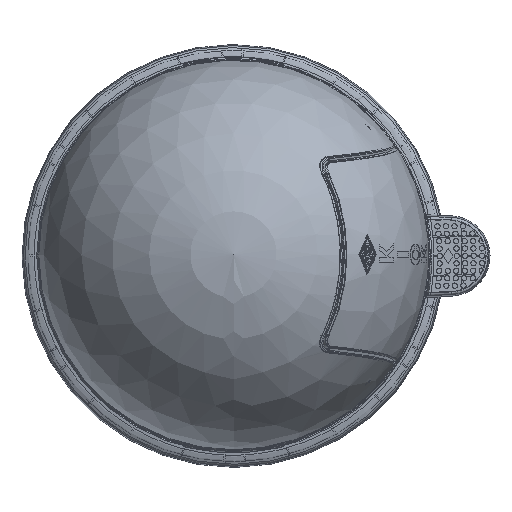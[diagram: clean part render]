
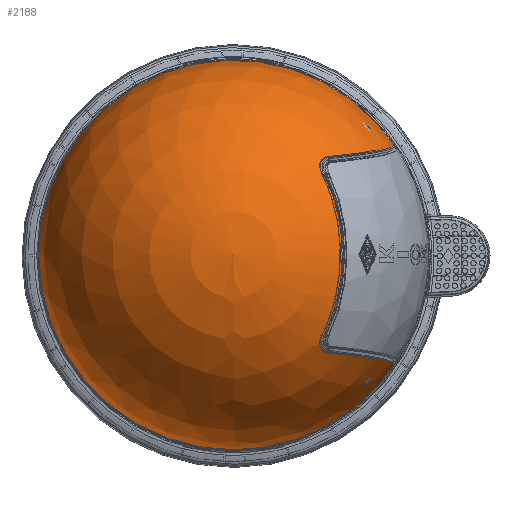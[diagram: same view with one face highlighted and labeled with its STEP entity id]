
A CAD part, top view. The second image highlights one B-rep face of the part: STEP entity #2188.
In plain terms, the highlighted spherical face has radius 183.5 mm.
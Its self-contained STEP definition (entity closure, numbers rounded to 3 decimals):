
#2188=ADVANCED_FACE('',(#5835),#5836,.T.);
#5835=FACE_OUTER_BOUND('',#13842,.T.);
#5836=SPHERICAL_SURFACE('',#13843,183.5);
#13842=EDGE_LOOP('',(#22037,#22038,#22039,#22040,#22041,#22042,#22043,#22044,#22045,#22046,#22047));
#13843=AXIS2_PLACEMENT_3D('',#22048,#22049,#22050);
#22037=ORIENTED_EDGE('',*,*,#29123,.T.);
#22038=ORIENTED_EDGE('',*,*,#29093,.T.);
#22039=ORIENTED_EDGE('',*,*,#29090,.T.);
#22040=ORIENTED_EDGE('',*,*,#29087,.T.);
#22041=ORIENTED_EDGE('',*,*,#29438,.T.);
#22042=ORIENTED_EDGE('',*,*,#29439,.F.);
#22043=ORIENTED_EDGE('',*,*,#29440,.T.);
#22044=ORIENTED_EDGE('',*,*,#29095,.T.);
#22045=ORIENTED_EDGE('',*,*,#29083,.T.);
#22046=ORIENTED_EDGE('',*,*,#29079,.T.);
#22047=ORIENTED_EDGE('',*,*,#29124,.T.);
#22048=CARTESIAN_POINT('',(-198.651,-696.168,568.407));
#22049=DIRECTION('',(-0.0,0.0,1.0));
#22050=DIRECTION('',(0.0,-1.0,0.0));
#29079=EDGE_CURVE('',#36146,#36147,#36148,.T.);
#29083=EDGE_CURVE('',#36154,#36146,#36155,.T.);
#29087=EDGE_CURVE('',#36162,#36160,#36163,.T.);
#29090=EDGE_CURVE('',#36167,#36162,#36168,.T.);
#29093=EDGE_CURVE('',#36170,#36167,#36172,.T.);
#29095=EDGE_CURVE('',#36175,#36154,#36176,.T.);
#29123=EDGE_CURVE('',#36226,#36170,#36227,.T.);
#29124=EDGE_CURVE('',#36147,#36226,#36228,.T.);
#29438=EDGE_CURVE('',#36160,#36711,#36713,.T.);
#29439=EDGE_CURVE('',#36714,#36711,#36715,.T.);
#29440=EDGE_CURVE('',#36714,#36175,#36716,.T.);
#36146=VERTEX_POINT('',#49189);
#36147=VERTEX_POINT('',#49190);
#36148=CIRCLE('',#49191,160.442);
#36154=VERTEX_POINT('',#49220);
#36155=B_SPLINE_CURVE_WITH_KNOTS('',3,(#49221,#49222,#49223,#49224,#49225,#49226,#49227,#49228,#49229,#49230,#49231,#49232,#49233,#49234,#49235,#49236,#49237,#49238,#49239,#49240),.UNSPECIFIED.,.F.,.F.,(4,2,2,2,2,2,2,2,2,4),(2.807,2.853,3.171,3.489,3.806,4.124,4.445,4.766,5.087,5.408),.UNSPECIFIED.);
#36160=VERTEX_POINT('',#49273);
#36162=VERTEX_POINT('',#49276);
#36163=CIRCLE('',#49277,155.158);
#36167=VERTEX_POINT('',#49293);
#36168=B_SPLINE_CURVE_WITH_KNOTS('',3,(#49294,#49295,#49296,#49297,#49298,#49299,#49300,#49301,#49302,#49303,#49304,#49305,#49306,#49307,#49308,#49309,#49310,#49311,#49312,#49313),.UNSPECIFIED.,.F.,.F.,(4,2,2,2,2,2,2,2,2,4),(2.811,2.843,3.161,3.479,3.797,4.115,4.434,4.752,5.07,5.388),.UNSPECIFIED.);
#36170=VERTEX_POINT('',#49316);
#36172=CIRCLE('',#49325,160.344);
#36175=VERTEX_POINT('',#49355);
#36176=CIRCLE('',#49356,155.125);
#36226=VERTEX_POINT('',#49521);
#36227=CIRCLE('',#49522,160.401);
#36228=B_SPLINE_CURVE_WITH_KNOTS('',3,(#49523,#49524,#49525,#49526,#49527,#49528,#49529,#49530,#49531,#49532),.UNSPECIFIED.,.F.,.F.,(4,2,2,2,4),(-3.695,-2.887,-1.925,-0.962,0.0),.UNSPECIFIED.);
#36711=VERTEX_POINT('',#51084);
#36713=B_SPLINE_CURVE_WITH_KNOTS('',3,(#51097,#51098,#51099,#51100,#51101,#51102,#51103,#51104),.UNSPECIFIED.,.F.,.F.,(4,2,2,4),(3.147,3.449,3.768,4.067),.UNSPECIFIED.);
#36714=VERTEX_POINT('',#51105);
#36715=CIRCLE('',#51106,183.5);
#36716=B_SPLINE_CURVE_WITH_KNOTS('',3,(#51107,#51108,#51109,#51110,#51111,#51112,#51113,#51114,#51115,#51116),.UNSPECIFIED.,.F.,.F.,(4,2,2,2,4),(4.416,4.418,4.726,5.034,5.341),.UNSPECIFIED.);
#49189=CARTESIAN_POINT('',(-113.312,-772.138,711.998));
#49190=CARTESIAN_POINT('',(-100.487,-735.182,718.455));
#49191=AXIS2_PLACEMENT_3D('',#60564,#60565,#60566);
#49220=CARTESIAN_POINT('',(-105.987,-788.194,697.314));
#49221=CARTESIAN_POINT('',(-105.987,-788.194,697.314));
#49222=CARTESIAN_POINT('',(-106.113,-788.197,697.402));
#49223=CARTESIAN_POINT('',(-106.239,-788.199,697.491));
#49224=CARTESIAN_POINT('',(-107.225,-788.197,698.197));
#49225=CARTESIAN_POINT('',(-108.096,-788.111,698.867));
#49226=CARTESIAN_POINT('',(-109.765,-787.732,700.274));
#49227=CARTESIAN_POINT('',(-110.563,-787.439,701.011));
#49228=CARTESIAN_POINT('',(-112.006,-786.641,702.5));
#49229=CARTESIAN_POINT('',(-112.653,-786.135,703.255));
#49230=CARTESIAN_POINT('',(-113.741,-784.941,704.728));
#49231=CARTESIAN_POINT('',(-114.181,-784.251,705.446));
#49232=CARTESIAN_POINT('',(-114.837,-782.746,706.801));
#49233=CARTESIAN_POINT('',(-115.063,-781.898,707.465));
#49234=CARTESIAN_POINT('',(-115.281,-780.079,708.7));
#49235=CARTESIAN_POINT('',(-115.272,-779.107,709.271));
#49236=CARTESIAN_POINT('',(-115.034,-777.115,710.285));
#49237=CARTESIAN_POINT('',(-114.804,-776.092,710.729));
#49238=CARTESIAN_POINT('',(-114.17,-774.075,711.47));
#49239=CARTESIAN_POINT('',(-113.766,-773.08,711.769));
#49240=CARTESIAN_POINT('',(-113.312,-772.138,711.998));
#49273=CARTESIAN_POINT('',(-47.495,-592.527,577.501));
#49276=CARTESIAN_POINT('',(-105.964,-604.194,697.334));
#49277=AXIS2_PLACEMENT_3D('',#60570,#60571,#60572);
#49293=CARTESIAN_POINT('',(-113.23,-620.138,711.917));
#49294=CARTESIAN_POINT('',(-113.23,-620.138,711.917));
#49295=CARTESIAN_POINT('',(-113.275,-620.043,711.893));
#49296=CARTESIAN_POINT('',(-113.32,-619.948,711.869));
#49297=CARTESIAN_POINT('',(-113.797,-618.916,711.604));
#49298=CARTESIAN_POINT('',(-114.179,-617.927,711.293));
#49299=CARTESIAN_POINT('',(-114.767,-615.927,710.528));
#49300=CARTESIAN_POINT('',(-114.973,-614.916,710.074));
#49301=CARTESIAN_POINT('',(-115.164,-612.951,709.043));
#49302=CARTESIAN_POINT('',(-115.148,-611.996,708.464));
#49303=CARTESIAN_POINT('',(-114.886,-610.213,707.219));
#49304=CARTESIAN_POINT('',(-114.639,-609.386,706.553));
#49305=CARTESIAN_POINT('',(-113.945,-607.915,705.191));
#49306=CARTESIAN_POINT('',(-113.483,-607.243,704.467));
#49307=CARTESIAN_POINT('',(-112.356,-606.086,702.987));
#49308=CARTESIAN_POINT('',(-111.69,-605.601,702.232));
#49309=CARTESIAN_POINT('',(-110.215,-604.846,700.743));
#49310=CARTESIAN_POINT('',(-109.403,-604.575,700.009));
#49311=CARTESIAN_POINT('',(-107.711,-604.24,698.61));
#49312=CARTESIAN_POINT('',(-106.832,-604.176,697.945));
#49313=CARTESIAN_POINT('',(-105.964,-604.194,697.334));
#49316=CARTESIAN_POINT('',(-104.737,-641.549,716.289));
#49325=AXIS2_PLACEMENT_3D('',#60575,#60576,#60577);
#49355=CARTESIAN_POINT('',(-47.532,-799.859,577.551));
#49356=AXIS2_PLACEMENT_3D('',#60578,#60579,#60580);
#49521=CARTESIAN_POINT('',(-96.196,-696.168,720.641));
#49522=AXIS2_PLACEMENT_3D('',#60617,#60618,#60619);
#49523=CARTESIAN_POINT('',(-100.487,-735.182,718.455));
#49524=CARTESIAN_POINT('',(-99.895,-732.529,718.756));
#49525=CARTESIAN_POINT('',(-99.341,-729.762,719.038));
#49526=CARTESIAN_POINT('',(-98.26,-723.551,719.589));
#49527=CARTESIAN_POINT('',(-97.758,-720.079,719.845));
#49528=CARTESIAN_POINT('',(-96.96,-713.105,720.252));
#49529=CARTESIAN_POINT('',(-96.665,-709.604,720.402));
#49530=CARTESIAN_POINT('',(-96.283,-702.739,720.597));
#49531=CARTESIAN_POINT('',(-96.196,-699.376,720.641));
#49532=CARTESIAN_POINT('',(-96.196,-696.168,720.641));
#51084=CARTESIAN_POINT('',(-46.007,-594.325,568.407));
#51097=CARTESIAN_POINT('',(-47.495,-592.527,577.501));
#51098=CARTESIAN_POINT('',(-47.488,-592.445,576.448));
#51099=CARTESIAN_POINT('',(-47.435,-592.446,575.378));
#51100=CARTESIAN_POINT('',(-47.214,-592.644,573.218));
#51101=CARTESIAN_POINT('',(-47.04,-592.854,572.128));
#51102=CARTESIAN_POINT('',(-46.59,-593.466,570.139));
#51103=CARTESIAN_POINT('',(-46.32,-593.856,569.232));
#51104=CARTESIAN_POINT('',(-46.007,-594.325,568.407));
#51105=CARTESIAN_POINT('',(-46.027,-798.042,568.407));
#51106=AXIS2_PLACEMENT_3D('',#61166,#61167,#61168);
#51107=CARTESIAN_POINT('',(-46.027,-798.042,568.407));
#51108=CARTESIAN_POINT('',(-46.03,-798.046,568.414));
#51109=CARTESIAN_POINT('',(-46.033,-798.05,568.421));
#51110=CARTESIAN_POINT('',(-46.367,-798.551,569.302));
#51111=CARTESIAN_POINT('',(-46.649,-798.956,570.262));
#51112=CARTESIAN_POINT('',(-47.094,-799.555,572.278));
#51113=CARTESIAN_POINT('',(-47.258,-799.75,573.336));
#51114=CARTESIAN_POINT('',(-47.473,-799.942,575.461));
#51115=CARTESIAN_POINT('',(-47.525,-799.939,576.528));
#51116=CARTESIAN_POINT('',(-47.532,-799.859,577.551));
#60564=CARTESIAN_POINT('',(-239.081,-696.,647.755));
#60565=DIRECTION('',(-0.454,0.002,0.891));
#60566=DIRECTION('',(0.,-1.,0.002));
#60570=CARTESIAN_POINT('',(-202.529,-598.571,576.018));
#60571=DIRECTION('',(-0.04,0.996,0.078));
#60572=DIRECTION('',(0.,-0.078,0.997));
#60575=CARTESIAN_POINT('',(-239.161,-696.,647.912));
#60576=DIRECTION('',(-0.454,0.002,0.891));
#60577=DIRECTION('',(0.0,-1.,0.002));
#60578=CARTESIAN_POINT('',(-202.532,-793.818,576.024));
#60579=DIRECTION('',(-0.04,-0.996,0.078));
#60580=DIRECTION('',(0.,-0.078,-0.997));
#60617=CARTESIAN_POINT('',(-239.114,-696.168,647.821));
#60618=DIRECTION('',(-0.454,0.0,0.891));
#60619=DIRECTION('',(0.0,-1.0,0.0));
#61166=CARTESIAN_POINT('',(-198.651,-696.168,568.407));
#61167=DIRECTION('',(0.0,0.0,-1.0));
#61168=DIRECTION('',(-1.0,0.0,0.0));
